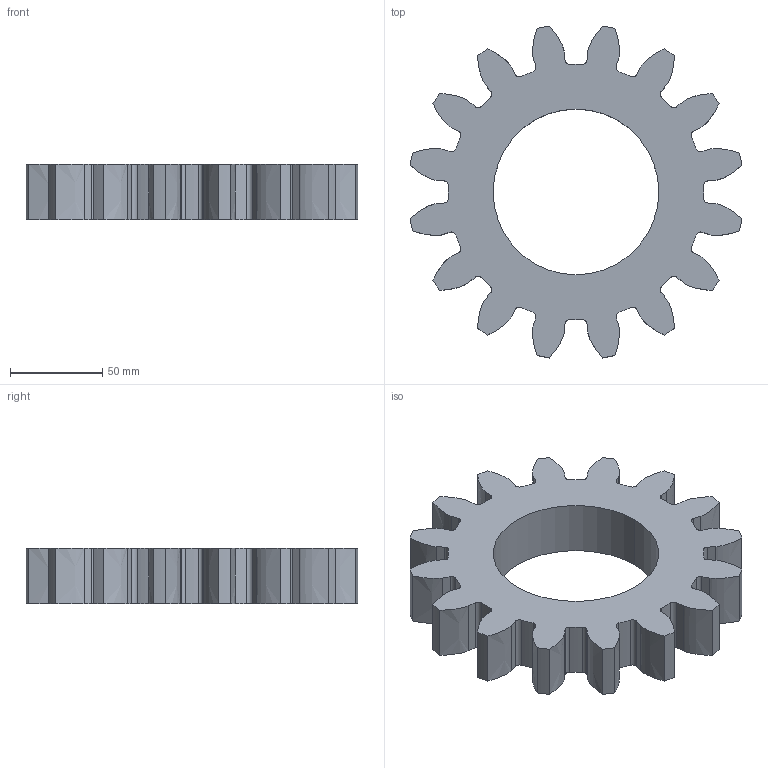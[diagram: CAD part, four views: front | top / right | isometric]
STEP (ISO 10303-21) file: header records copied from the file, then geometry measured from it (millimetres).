
FILE_DESCRIPTION(('produced by SPATIAL CORP'),'2;1');
FILE_NAME( 'cs_gear.prt.hh.sat.stp', '2002-04-19T14:12:47+00:00',('SPATIAL CORP'),('SPATIAL CORP'), 'ACIS STEP Husk','http://www.spatial.com','SPATIAL CORP');
FILE_SCHEMA(('CONFIG_CONTROL_DESIGN'));
Length unit declared in the file: millimetre
Products named in the file (1): PRODUCT_ID_1
Bounding box: 180.3 x 180.3 x 30 mm (x, y, z)
Volume: 416236.7 mm3; surface area: 66517.1 mm2
Topology: 1 solids, 1 shells, 132 faces, 390 edges, 260 vertices
Faces by surface type: cylinder 66, plane 34, bspline 32
Entity records: 6007 total; most frequent: CARTESIAN_POINT 2542, ORIENTED_EDGE 780, DIRECTION 658, EDGE_CURVE 390, VERTEX_POINT 260, AXIS2_PLACEMENT_3D 232, VECTOR 194, LINE 194
